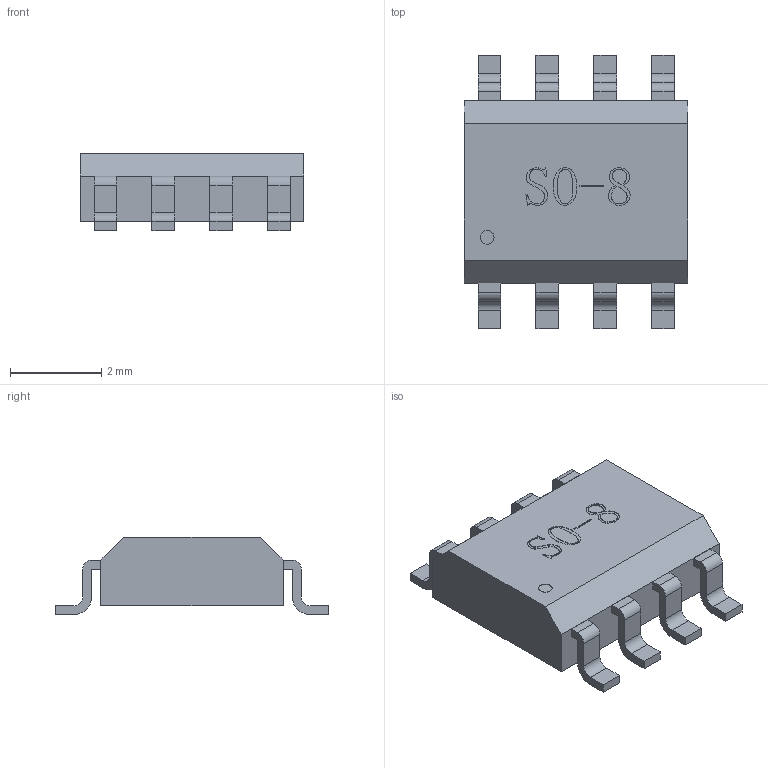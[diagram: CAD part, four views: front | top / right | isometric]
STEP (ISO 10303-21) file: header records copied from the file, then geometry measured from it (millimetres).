
FILE_DESCRIPTION (( 'STEP AP214' ), '1' );
FILE_NAME ('SO-8.STEP', '2008-07-30T09:50:29', ( 'Chinese User' ), ( 'Chinese ORG' ), 'SwSTEP 2.0', 'SolidWorks 2005204', '' );
FILE_SCHEMA (( 'AUTOMOTIVE_DESIGN' ));
Length unit declared in the file: millimetre
Products named in the file (1): SO-8
Bounding box: 4.9 x 6 x 1.7 mm (x, y, z)
Volume: 29.6 mm3; surface area: 84.8 mm2
Topology: 9 solids, 9 shells, 168 faces, 426 edges, 284 vertices
Faces by surface type: plane 104, bspline 38, cylinder 26
Entity records: 8654 total; most frequent: CARTESIAN_POINT 4581, ORIENTED_EDGE 852, DIRECTION 664, EDGE_CURVE 426, VECTOR 298, LINE 298, VERTEX_POINT 284, AXIS2_PLACEMENT_3D 183
